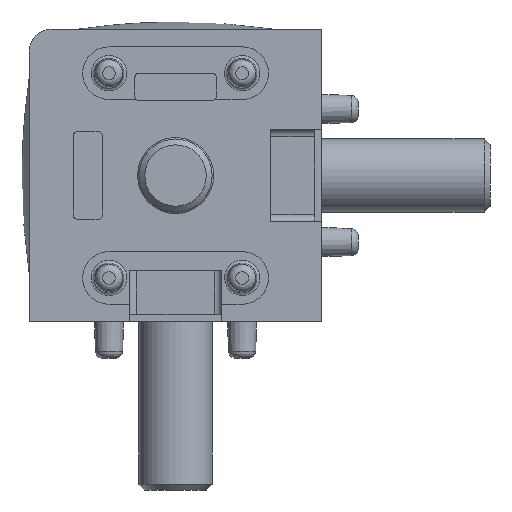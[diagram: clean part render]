
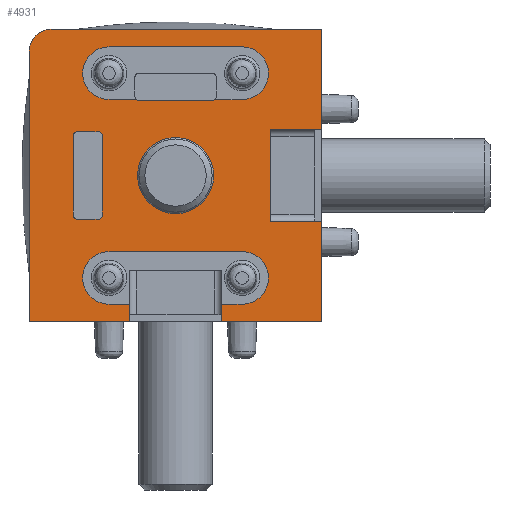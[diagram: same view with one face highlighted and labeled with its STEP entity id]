
A CAD part, front view. The second image highlights one B-rep face of the part: STEP entity #4931.
In plain terms, the highlighted planar face has unit normal (0, -1, 0).
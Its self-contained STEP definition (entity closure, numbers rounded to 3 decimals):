
#249=FACE_BOUND('',#1431,.T.);
#250=FACE_BOUND('',#1432,.T.);
#251=FACE_BOUND('',#1433,.T.);
#397=LINE('',#8179,#763);
#399=LINE('',#8184,#765);
#405=LINE('',#8197,#771);
#411=LINE('',#8210,#777);
#427=LINE('',#8245,#793);
#428=LINE('',#8247,#794);
#429=LINE('',#8249,#795);
#430=LINE('',#8251,#796);
#431=LINE('',#8255,#797);
#432=LINE('',#8256,#798);
#433=LINE('',#8258,#799);
#434=LINE('',#8262,#800);
#435=LINE('',#8265,#801);
#436=LINE('',#8267,#802);
#437=LINE('',#8269,#803);
#438=LINE('',#8270,#804);
#439=LINE('',#8276,#805);
#440=LINE('',#8281,#806);
#441=LINE('',#8285,#807);
#442=LINE('',#8289,#808);
#443=LINE('',#8293,#809);
#444=LINE('',#8297,#810);
#763=VECTOR('',#6566,1000.);
#765=VECTOR('',#6570,1000.);
#771=VECTOR('',#6578,1000.);
#777=VECTOR('',#6586,1000.);
#793=VECTOR('',#6608,1000.);
#794=VECTOR('',#6609,1000.);
#795=VECTOR('',#6610,1000.);
#796=VECTOR('',#6611,1000.);
#797=VECTOR('',#6614,1000.);
#798=VECTOR('',#6615,1000.);
#799=VECTOR('',#6616,1000.);
#800=VECTOR('',#6619,1000.);
#801=VECTOR('',#6622,1000.);
#802=VECTOR('',#6623,1000.);
#803=VECTOR('',#6624,1000.);
#804=VECTOR('',#6625,1000.);
#805=VECTOR('',#6630,1000.);
#806=VECTOR('',#6635,1000.);
#807=VECTOR('',#6638,1000.);
#808=VECTOR('',#6641,1000.);
#809=VECTOR('',#6644,1000.);
#810=VECTOR('',#6647,1000.);
#1124=FACE_OUTER_BOUND('',#1430,.T.);
#1430=EDGE_LOOP('',(#3735,#3736,#3737,#3738,#3739,#3740,#3741,#3742,#3743,
#3744,#3745,#3746,#3747,#3748,#3749,#3750,#3751));
#1431=EDGE_LOOP('',(#3752));
#1432=EDGE_LOOP('',(#3753,#3754,#3755,#3756,#3757,#3758,#3759,#3760));
#1433=EDGE_LOOP('',(#3761,#3762,#3763,#3764,#3765,#3766,#3767,#3768));
#1767=CIRCLE('',#5535,1.5);
#1768=CIRCLE('',#5536,1.8);
#1769=CIRCLE('',#5537,1.8);
#1770=CIRCLE('',#5538,2.6);
#1771=CIRCLE('',#5539,0.3);
#1772=CIRCLE('',#5540,0.3);
#1773=CIRCLE('',#5541,1.8);
#1774=CIRCLE('',#5542,1.8);
#1775=CIRCLE('',#5543,0.3);
#1776=CIRCLE('',#5544,0.3);
#1777=CIRCLE('',#5545,0.3);
#1778=CIRCLE('',#5546,0.3);
#2155=VERTEX_POINT('',#8176);
#2156=VERTEX_POINT('',#8178);
#2157=VERTEX_POINT('',#8182);
#2158=VERTEX_POINT('',#8183);
#2163=VERTEX_POINT('',#8194);
#2164=VERTEX_POINT('',#8196);
#2169=VERTEX_POINT('',#8208);
#2170=VERTEX_POINT('',#8209);
#2185=VERTEX_POINT('',#8243);
#2186=VERTEX_POINT('',#8244);
#2187=VERTEX_POINT('',#8246);
#2188=VERTEX_POINT('',#8248);
#2189=VERTEX_POINT('',#8250);
#2190=VERTEX_POINT('',#8252);
#2191=VERTEX_POINT('',#8254);
#2192=VERTEX_POINT('',#8257);
#2193=VERTEX_POINT('',#8259);
#2194=VERTEX_POINT('',#8261);
#2195=VERTEX_POINT('',#8263);
#2196=VERTEX_POINT('',#8266);
#2197=VERTEX_POINT('',#8268);
#2198=VERTEX_POINT('',#8271);
#2199=VERTEX_POINT('',#8273);
#2200=VERTEX_POINT('',#8275);
#2201=VERTEX_POINT('',#8278);
#2202=VERTEX_POINT('',#8280);
#2203=VERTEX_POINT('',#8283);
#2204=VERTEX_POINT('',#8284);
#2205=VERTEX_POINT('',#8286);
#2206=VERTEX_POINT('',#8288);
#2207=VERTEX_POINT('',#8290);
#2208=VERTEX_POINT('',#8292);
#2209=VERTEX_POINT('',#8294);
#2210=VERTEX_POINT('',#8296);
#2725=EDGE_CURVE('',#2156,#2155,#397,.T.);
#2727=EDGE_CURVE('',#2157,#2158,#399,.T.);
#2733=EDGE_CURVE('',#2163,#2164,#405,.T.);
#2739=EDGE_CURVE('',#2169,#2170,#411,.T.);
#2755=EDGE_CURVE('',#2185,#2186,#427,.T.);
#2756=EDGE_CURVE('',#2185,#2187,#428,.T.);
#2757=EDGE_CURVE('',#2188,#2187,#429,.T.);
#2758=EDGE_CURVE('',#2189,#2188,#430,.T.);
#2759=EDGE_CURVE('',#2190,#2189,#1767,.T.);
#2760=EDGE_CURVE('',#2190,#2191,#431,.T.);
#2761=EDGE_CURVE('',#2191,#2164,#432,.T.);
#2762=EDGE_CURVE('',#2163,#2192,#433,.T.);
#2763=EDGE_CURVE('',#2192,#2193,#1768,.T.);
#2764=EDGE_CURVE('',#2193,#2194,#434,.T.);
#2765=EDGE_CURVE('',#2194,#2195,#1769,.T.);
#2766=EDGE_CURVE('',#2195,#2169,#435,.T.);
#2767=EDGE_CURVE('',#2170,#2196,#436,.T.);
#2768=EDGE_CURVE('',#2197,#2196,#437,.T.);
#2769=EDGE_CURVE('',#2186,#2197,#438,.T.);
#2770=EDGE_CURVE('',#2198,#2198,#1770,.T.);
#2771=EDGE_CURVE('',#2155,#2199,#1771,.T.);
#2772=EDGE_CURVE('',#2199,#2200,#439,.T.);
#2773=EDGE_CURVE('',#2200,#2157,#1772,.T.);
#2774=EDGE_CURVE('',#2158,#2201,#1773,.T.);
#2775=EDGE_CURVE('',#2201,#2202,#440,.T.);
#2776=EDGE_CURVE('',#2202,#2156,#1774,.T.);
#2777=EDGE_CURVE('',#2203,#2204,#441,.T.);
#2778=EDGE_CURVE('',#2204,#2205,#1775,.T.);
#2779=EDGE_CURVE('',#2205,#2206,#442,.T.);
#2780=EDGE_CURVE('',#2206,#2207,#1776,.T.);
#2781=EDGE_CURVE('',#2207,#2208,#443,.T.);
#2782=EDGE_CURVE('',#2208,#2209,#1777,.T.);
#2783=EDGE_CURVE('',#2209,#2210,#444,.T.);
#2784=EDGE_CURVE('',#2210,#2203,#1778,.T.);
#3735=ORIENTED_EDGE('',*,*,#2755,.F.);
#3736=ORIENTED_EDGE('',*,*,#2756,.T.);
#3737=ORIENTED_EDGE('',*,*,#2757,.F.);
#3738=ORIENTED_EDGE('',*,*,#2758,.F.);
#3739=ORIENTED_EDGE('',*,*,#2759,.F.);
#3740=ORIENTED_EDGE('',*,*,#2760,.T.);
#3741=ORIENTED_EDGE('',*,*,#2761,.T.);
#3742=ORIENTED_EDGE('',*,*,#2733,.F.);
#3743=ORIENTED_EDGE('',*,*,#2762,.T.);
#3744=ORIENTED_EDGE('',*,*,#2763,.T.);
#3745=ORIENTED_EDGE('',*,*,#2764,.T.);
#3746=ORIENTED_EDGE('',*,*,#2765,.T.);
#3747=ORIENTED_EDGE('',*,*,#2766,.T.);
#3748=ORIENTED_EDGE('',*,*,#2739,.T.);
#3749=ORIENTED_EDGE('',*,*,#2767,.T.);
#3750=ORIENTED_EDGE('',*,*,#2768,.F.);
#3751=ORIENTED_EDGE('',*,*,#2769,.F.);
#3752=ORIENTED_EDGE('',*,*,#2770,.F.);
#3753=ORIENTED_EDGE('',*,*,#2771,.T.);
#3754=ORIENTED_EDGE('',*,*,#2772,.T.);
#3755=ORIENTED_EDGE('',*,*,#2773,.T.);
#3756=ORIENTED_EDGE('',*,*,#2727,.T.);
#3757=ORIENTED_EDGE('',*,*,#2774,.T.);
#3758=ORIENTED_EDGE('',*,*,#2775,.T.);
#3759=ORIENTED_EDGE('',*,*,#2776,.T.);
#3760=ORIENTED_EDGE('',*,*,#2725,.T.);
#3761=ORIENTED_EDGE('',*,*,#2777,.T.);
#3762=ORIENTED_EDGE('',*,*,#2778,.T.);
#3763=ORIENTED_EDGE('',*,*,#2779,.T.);
#3764=ORIENTED_EDGE('',*,*,#2780,.T.);
#3765=ORIENTED_EDGE('',*,*,#2781,.T.);
#3766=ORIENTED_EDGE('',*,*,#2782,.T.);
#3767=ORIENTED_EDGE('',*,*,#2783,.T.);
#3768=ORIENTED_EDGE('',*,*,#2784,.T.);
#4736=PLANE('',#5534);
#4931=ADVANCED_FACE('',(#1124,#249,#250,#251),#4736,.F.);
#5534=AXIS2_PLACEMENT_3D('',#8242,#6606,#6607);
#5535=AXIS2_PLACEMENT_3D('',#8253,#6612,#6613);
#5536=AXIS2_PLACEMENT_3D('',#8260,#6617,#6618);
#5537=AXIS2_PLACEMENT_3D('',#8264,#6620,#6621);
#5538=AXIS2_PLACEMENT_3D('',#8272,#6626,#6627);
#5539=AXIS2_PLACEMENT_3D('',#8274,#6628,#6629);
#5540=AXIS2_PLACEMENT_3D('',#8277,#6631,#6632);
#5541=AXIS2_PLACEMENT_3D('',#8279,#6633,#6634);
#5542=AXIS2_PLACEMENT_3D('',#8282,#6636,#6637);
#5543=AXIS2_PLACEMENT_3D('',#8287,#6639,#6640);
#5544=AXIS2_PLACEMENT_3D('',#8291,#6642,#6643);
#5545=AXIS2_PLACEMENT_3D('',#8295,#6645,#6646);
#5546=AXIS2_PLACEMENT_3D('',#8298,#6648,#6649);
#6566=DIRECTION('',(-1.,0.,0.));
#6570=DIRECTION('',(-1.,0.,0.));
#6578=DIRECTION('',(0.,0.,-1.));
#6586=DIRECTION('',(0.,0.,-1.));
#6606=DIRECTION('center_axis',(0.,1.,0.));
#6607=DIRECTION('ref_axis',(0.,0.,1.));
#6608=DIRECTION('',(0.,0.,-1.));
#6609=DIRECTION('',(1.,0.,0.));
#6610=DIRECTION('',(0.,0.,-1.));
#6611=DIRECTION('',(1.,0.,0.));
#6612=DIRECTION('center_axis',(0.,1.,0.));
#6613=DIRECTION('ref_axis',(1.,0.,0.));
#6614=DIRECTION('',(0.,0.,-1.));
#6615=DIRECTION('',(1.,0.,0.));
#6616=DIRECTION('',(-1.,0.,0.));
#6617=DIRECTION('center_axis',(0.,1.,0.));
#6618=DIRECTION('ref_axis',(1.,0.,0.));
#6619=DIRECTION('',(1.,0.,0.));
#6620=DIRECTION('center_axis',(0.,1.,0.));
#6621=DIRECTION('ref_axis',(1.,0.,0.));
#6622=DIRECTION('',(-1.,0.,0.));
#6623=DIRECTION('',(1.,0.,0.));
#6624=DIRECTION('',(0.,0.,-1.));
#6625=DIRECTION('',(1.,0.,0.));
#6626=DIRECTION('center_axis',(0.,-1.,0.));
#6627=DIRECTION('ref_axis',(1.,0.,0.));
#6628=DIRECTION('center_axis',(0.,1.,0.));
#6629=DIRECTION('ref_axis',(1.,0.,0.));
#6630=DIRECTION('',(-1.,0.,0.));
#6631=DIRECTION('center_axis',(0.,1.,0.));
#6632=DIRECTION('ref_axis',(1.,0.,0.));
#6633=DIRECTION('center_axis',(0.,1.,0.));
#6634=DIRECTION('ref_axis',(1.,0.,0.));
#6635=DIRECTION('',(1.,0.,0.));
#6636=DIRECTION('center_axis',(0.,1.,0.));
#6637=DIRECTION('ref_axis',(1.,0.,0.));
#6638=DIRECTION('',(0.,0.,1.));
#6639=DIRECTION('center_axis',(0.,1.,0.));
#6640=DIRECTION('ref_axis',(1.,0.,0.));
#6641=DIRECTION('',(1.,0.,0.));
#6642=DIRECTION('center_axis',(0.,1.,0.));
#6643=DIRECTION('ref_axis',(1.,0.,0.));
#6644=DIRECTION('',(0.,0.,-1.));
#6645=DIRECTION('center_axis',(0.,1.,0.));
#6646=DIRECTION('ref_axis',(1.,0.,0.));
#6647=DIRECTION('',(-1.,0.,0.));
#6648=DIRECTION('center_axis',(0.,1.,0.));
#6649=DIRECTION('ref_axis',(1.,0.,0.));
#8176=CARTESIAN_POINT('',(2.686,-10.,5.2));
#8178=CARTESIAN_POINT('',(4.55,-10.,5.2));
#8179=CARTESIAN_POINT('',(4.55,-10.,5.2));
#8182=CARTESIAN_POINT('',(-2.686,-10.,5.2));
#8183=CARTESIAN_POINT('',(-4.55,-10.,5.2));
#8184=CARTESIAN_POINT('',(4.55,-10.,5.2));
#8194=CARTESIAN_POINT('',(-3.15,-10.,-8.8));
#8196=CARTESIAN_POINT('',(-3.15,-10.,-10.));
#8197=CARTESIAN_POINT('',(-3.15,-10.,-6.5));
#8208=CARTESIAN_POINT('',(3.15,-10.,-8.8));
#8209=CARTESIAN_POINT('',(3.15,-10.,-10.));
#8210=CARTESIAN_POINT('',(3.15,-10.,-6.5));
#8242=CARTESIAN_POINT('Origin',(-10.,-10.,10.));
#8243=CARTESIAN_POINT('',(6.5,-10.,3.15));
#8244=CARTESIAN_POINT('',(6.5,-10.,-3.15));
#8245=CARTESIAN_POINT('',(6.5,-10.,3.15));
#8246=CARTESIAN_POINT('',(10.,-10.,3.15));
#8247=CARTESIAN_POINT('',(6.5,-10.,3.15));
#8248=CARTESIAN_POINT('',(10.,-10.,10.));
#8249=CARTESIAN_POINT('',(10.,-10.,10.));
#8250=CARTESIAN_POINT('',(-8.5,-10.,10.));
#8251=CARTESIAN_POINT('',(-10.,-10.,10.));
#8252=CARTESIAN_POINT('',(-10.,-10.,8.5));
#8253=CARTESIAN_POINT('Origin',(-8.5,-10.,8.5));
#8254=CARTESIAN_POINT('',(-10.,-10.,-10.));
#8255=CARTESIAN_POINT('',(-10.,-10.,10.));
#8256=CARTESIAN_POINT('',(-10.,-10.,-10.));
#8257=CARTESIAN_POINT('',(-4.55,-10.,-8.8));
#8258=CARTESIAN_POINT('',(4.55,-10.,-8.8));
#8259=CARTESIAN_POINT('',(-4.55,-10.,-5.2));
#8260=CARTESIAN_POINT('Origin',(-4.55,-10.,-7.));
#8261=CARTESIAN_POINT('',(4.55,-10.,-5.2));
#8262=CARTESIAN_POINT('',(-4.55,-10.,-5.2));
#8263=CARTESIAN_POINT('',(4.55,-10.,-8.8));
#8264=CARTESIAN_POINT('Origin',(4.55,-10.,-7.));
#8265=CARTESIAN_POINT('',(4.55,-10.,-8.8));
#8266=CARTESIAN_POINT('',(10.,-10.,-10.));
#8267=CARTESIAN_POINT('',(-10.,-10.,-10.));
#8268=CARTESIAN_POINT('',(10.,-10.,-3.15));
#8269=CARTESIAN_POINT('',(10.,-10.,10.));
#8270=CARTESIAN_POINT('',(6.5,-10.,-3.15));
#8271=CARTESIAN_POINT('',(-2.6,-10.,0.));
#8272=CARTESIAN_POINT('Origin',(0.,-10.,0.));
#8273=CARTESIAN_POINT('',(2.49,-10.,5.127));
#8274=CARTESIAN_POINT('Origin',(2.49,-10.,5.427));
#8275=CARTESIAN_POINT('',(-2.49,-10.,5.127));
#8276=CARTESIAN_POINT('',(2.49,-10.,5.127));
#8277=CARTESIAN_POINT('Origin',(-2.49,-10.,5.427));
#8278=CARTESIAN_POINT('',(-4.55,-10.,8.8));
#8279=CARTESIAN_POINT('Origin',(-4.55,-10.,7.));
#8280=CARTESIAN_POINT('',(4.55,-10.,8.8));
#8281=CARTESIAN_POINT('',(-4.55,-10.,8.8));
#8282=CARTESIAN_POINT('Origin',(4.55,-10.,7.));
#8283=CARTESIAN_POINT('',(-7.,-10.,-2.7));
#8284=CARTESIAN_POINT('',(-7.,-10.,2.7));
#8285=CARTESIAN_POINT('',(-7.,-10.,-2.7));
#8286=CARTESIAN_POINT('',(-6.7,-10.,3.));
#8287=CARTESIAN_POINT('Origin',(-6.7,-10.,2.7));
#8288=CARTESIAN_POINT('',(-5.3,-10.,3.));
#8289=CARTESIAN_POINT('',(-6.7,-10.,3.));
#8290=CARTESIAN_POINT('',(-5.,-10.,2.7));
#8291=CARTESIAN_POINT('Origin',(-5.3,-10.,2.7));
#8292=CARTESIAN_POINT('',(-5.,-10.,-2.7));
#8293=CARTESIAN_POINT('',(-5.,-10.,2.7));
#8294=CARTESIAN_POINT('',(-5.3,-10.,-3.));
#8295=CARTESIAN_POINT('Origin',(-5.3,-10.,-2.7));
#8296=CARTESIAN_POINT('',(-6.7,-10.,-3.));
#8297=CARTESIAN_POINT('',(-5.3,-10.,-3.));
#8298=CARTESIAN_POINT('Origin',(-6.7,-10.,-2.7));
